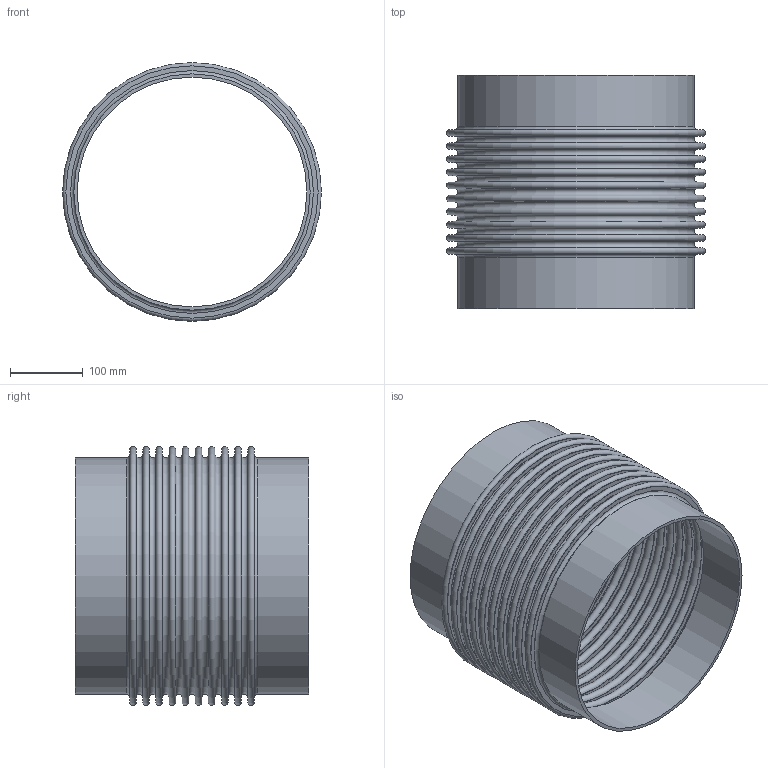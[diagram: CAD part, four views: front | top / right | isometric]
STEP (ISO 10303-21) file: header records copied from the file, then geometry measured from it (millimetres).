
FILE_DESCRIPTION(/* description */ (''),/* implementation_level */ '2;1');
FILE_NAME(/* name */ '3964.stp',/* time_stamp */ '2015-09-11T10:27:58+02:00',/* author */ ('Tekenkamer'),/* organization */ (''),/* preprocessor_version */ 'ST-DEVELOPER v15.6',/* originating_system */ 'Autodesk Inventor 2015',/* authorisation */ '');
FILE_SCHEMA (('AUTOMOTIVE_DESIGN { 1 0 10303 214 3 1 1 }'));
Length unit declared in the file: millimetre
Products named in the file (1): 3964
Bounding box: 355.1 x 320 x 355.1 mm (x, y, z)
Volume: 1071929.6 mm3; surface area: 1176232.9 mm2
Topology: 1 solids, 1 shells, 90 faces, 138 edges, 92 vertices
Faces by surface type: plane 44, torus 42, cylinder 4
Full cylindrical faces by diameter (mm): 315 x2, 324 x2
Entity records: 1832 total; most frequent: DIRECTION 362, CARTESIAN_POINT 271, AXIS2_PLACEMENT_3D 181, EDGE_LOOP 180, ORIENTED_EDGE 180, FACE_BOUND 90, FACE_OUTER_BOUND 90, CIRCLE 90
